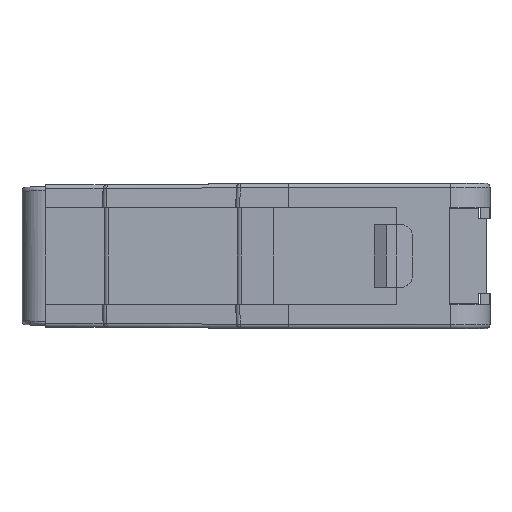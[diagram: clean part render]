
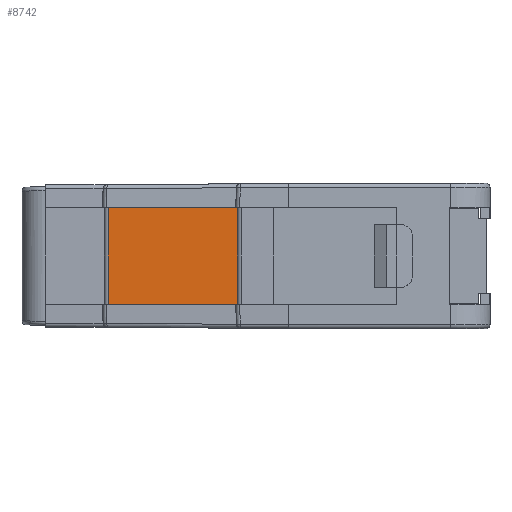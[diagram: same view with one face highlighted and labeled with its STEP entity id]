
A CAD part, left-side view. The second image highlights one B-rep face of the part: STEP entity #8742.
In plain terms, the highlighted planar face has unit normal (-1, 0, 0).
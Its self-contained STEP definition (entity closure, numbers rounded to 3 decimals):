
#38 = EDGE_CURVE ( 'NONE', #23478, #16200, #22267, .T. ) ;
#333 = DIRECTION ( 'NONE',  ( 0., 1., 0. ) ) ;
#1081 = VECTOR ( 'NONE', #333, 1000. ) ;
#1598 = EDGE_CURVE ( 'NONE', #16963, #16200, #18752, .T. ) ;
#2421 = ORIENTED_EDGE ( 'NONE', *, *, #19910, .T. ) ;
#2962 = CARTESIAN_POINT ( 'NONE',  ( -30.806, 35.695, -3. ) ) ;
#3919 = LINE ( 'NONE', #9510, #24395 ) ;
#7706 = EDGE_CURVE ( 'NONE', #14942, #23478, #25092, .T. ) ;
#7776 = CARTESIAN_POINT ( 'NONE',  ( -30.806, 35.695, -15. ) ) ;
#8605 = ORIENTED_EDGE ( 'NONE', *, *, #7706, .F. ) ;
#8742 = ADVANCED_FACE ( 'NONE', ( #17257 ), #14486, .F. ) ;
#9510 = CARTESIAN_POINT ( 'NONE',  ( -30.806, 19.693, -109.824 ) ) ;
#9848 = VECTOR ( 'NONE', #24454, 1000. ) ;
#12646 = CARTESIAN_POINT ( 'NONE',  ( -30.806, 35.695, -109.824 ) ) ;
#12663 = AXIS2_PLACEMENT_3D ( 'NONE', #12646, #12996, #22936 ) ;
#12996 = DIRECTION ( 'NONE',  ( 1., 0., 0. ) ) ;
#14486 = PLANE ( 'NONE',  #12663 ) ;
#14504 = DIRECTION ( 'NONE',  ( 0., 0., 1. ) ) ;
#14942 = VERTEX_POINT ( 'NONE', #20187 ) ;
#16200 = VERTEX_POINT ( 'NONE', #2962 ) ;
#16963 = VERTEX_POINT ( 'NONE', #18052 ) ;
#17257 = FACE_OUTER_BOUND ( 'NONE', #24087, .T. ) ;
#17879 = ORIENTED_EDGE ( 'NONE', *, *, #38, .F. ) ;
#17917 = VECTOR ( 'NONE', #14504, 1000. ) ;
#18052 = CARTESIAN_POINT ( 'NONE',  ( -30.806, 19.693, -3. ) ) ;
#18428 = CARTESIAN_POINT ( 'NONE',  ( -30.806, 35.695, -109.824 ) ) ;
#18752 = LINE ( 'NONE', #22519, #1081 ) ;
#19910 = EDGE_CURVE ( 'NONE', #14942, #16963, #3919, .T. ) ;
#20187 = CARTESIAN_POINT ( 'NONE',  ( -30.806, 19.693, -15. ) ) ;
#20643 = CARTESIAN_POINT ( 'NONE',  ( -30.806, 35.695, -15. ) ) ;
#22267 = LINE ( 'NONE', #18428, #17917 ) ;
#22519 = CARTESIAN_POINT ( 'NONE',  ( -30.806, 35.695, -3. ) ) ;
#22936 = DIRECTION ( 'NONE',  ( 0., 1., 0. ) ) ;
#23478 = VERTEX_POINT ( 'NONE', #7776 ) ;
#24087 = EDGE_LOOP ( 'NONE', ( #17879, #8605, #2421, #24453 ) ) ;
#24395 = VECTOR ( 'NONE', #25509, 1000. ) ;
#24453 = ORIENTED_EDGE ( 'NONE', *, *, #1598, .T. ) ;
#24454 = DIRECTION ( 'NONE',  ( 0., 1., 0. ) ) ;
#25092 = LINE ( 'NONE', #20643, #9848 ) ;
#25509 = DIRECTION ( 'NONE',  ( 0., 0., 1. ) ) ;
